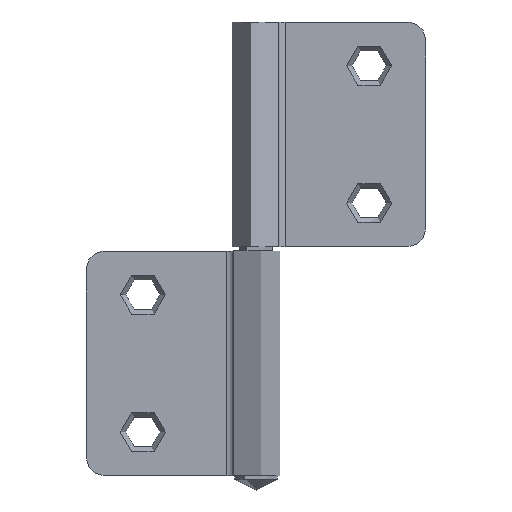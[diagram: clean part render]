
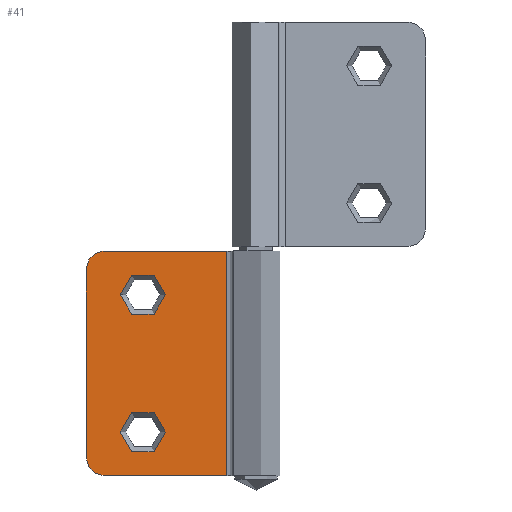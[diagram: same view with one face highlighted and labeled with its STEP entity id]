
A CAD part, top view. The second image highlights one B-rep face of the part: STEP entity #41.
In plain terms, the highlighted planar face has unit normal (0, 0, 1).
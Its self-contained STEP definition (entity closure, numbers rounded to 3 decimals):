
#25=FACE_BOUND('',#132,.T.);
#26=FACE_BOUND('',#133,.T.);
#41=ADVANCED_FACE('',(#85,#25,#26),#764,.T.);
#85=FACE_OUTER_BOUND('',#131,.T.);
#131=EDGE_LOOP('',(#215,#216,#217,#218,#219,#220));
#132=EDGE_LOOP('',(#221,#222));
#133=EDGE_LOOP('',(#223,#224));
#215=ORIENTED_EDGE('',*,*,#419,.F.);
#216=ORIENTED_EDGE('',*,*,#432,.T.);
#217=ORIENTED_EDGE('',*,*,#421,.T.);
#218=ORIENTED_EDGE('',*,*,#396,.T.);
#219=ORIENTED_EDGE('',*,*,#422,.F.);
#220=ORIENTED_EDGE('',*,*,#434,.T.);
#221=ORIENTED_EDGE('',*,*,#424,.T.);
#222=ORIENTED_EDGE('',*,*,#436,.T.);
#223=ORIENTED_EDGE('',*,*,#439,.F.);
#224=ORIENTED_EDGE('',*,*,#427,.F.);
#396=EDGE_CURVE('',#677,#680,#540,.T.);
#419=EDGE_CURVE('',#702,#701,#513,.T.);
#421=EDGE_CURVE('',#703,#677,#515,.T.);
#422=EDGE_CURVE('',#704,#680,#516,.T.);
#424=EDGE_CURVE('',#694,#706,#575,.T.);
#427=EDGE_CURVE('',#696,#708,#577,.T.);
#432=EDGE_CURVE('',#702,#703,#580,.T.);
#434=EDGE_CURVE('',#704,#701,#582,.T.);
#436=EDGE_CURVE('',#706,#694,#583,.T.);
#439=EDGE_CURVE('',#708,#696,#585,.T.);
#513=B_SPLINE_CURVE_WITH_KNOTS('',1,(#1330,#1331),.UNSPECIFIED.,.F.,.F.,
(2,2),(2.5,28.9),.UNSPECIFIED.);
#515=B_SPLINE_CURVE_WITH_KNOTS('',1,(#1334,#1335),.UNSPECIFIED.,.F.,.F.,
(2,2),(58.897,76.043),.UNSPECIFIED.);
#516=B_SPLINE_CURVE_WITH_KNOTS('',1,(#1336,#1337),.UNSPECIFIED.,.F.,.F.,
(2,2),(58.897,76.043),.UNSPECIFIED.);
#540=(
BOUNDED_CURVE()
B_SPLINE_CURVE(1,(#1274,#1275),.UNSPECIFIED.,.F.,.F.)
B_SPLINE_CURVE_WITH_KNOTS((2,2),(0.,31.4),.UNSPECIFIED.)
CURVE()
GEOMETRIC_REPRESENTATION_ITEM()
RATIONAL_B_SPLINE_CURVE((1.,1.))
REPRESENTATION_ITEM('')
);
#575=TRIMMED_CURVE($,#627,(#1343),(#1344),.T.,.CARTESIAN.);
#577=TRIMMED_CURVE($,#629,(#1353),(#1354),.T.,.CARTESIAN.);
#580=TRIMMED_CURVE($,#632,(#1366),(#1367),.T.,.CARTESIAN.);
#582=TRIMMED_CURVE($,#634,(#1372),(#1373),.T.,.CARTESIAN.);
#583=TRIMMED_CURVE($,#635,(#1379),(#1380),.T.,.CARTESIAN.);
#585=TRIMMED_CURVE($,#637,(#1389),(#1390),.T.,.CARTESIAN.);
#627=CIRCLE('',#906,3.15);
#629=CIRCLE('',#908,3.15);
#632=CIRCLE('',#911,2.5);
#634=CIRCLE('',#913,2.5);
#635=CIRCLE('',#914,3.15);
#637=CIRCLE('',#916,3.15);
#677=VERTEX_POINT('',#1234);
#680=VERTEX_POINT('',#1237);
#694=VERTEX_POINT('',#1251);
#696=VERTEX_POINT('',#1253);
#701=VERTEX_POINT('',#1258);
#702=VERTEX_POINT('',#1259);
#703=VERTEX_POINT('',#1260);
#704=VERTEX_POINT('',#1261);
#706=VERTEX_POINT('',#1263);
#708=VERTEX_POINT('',#1265);
#764=PLANE('',#891);
#891=AXIS2_PLACEMENT_3D('',#1149,#989,$);
#906=AXIS2_PLACEMENT_3D($,#1342,#1014,#1015);
#908=AXIS2_PLACEMENT_3D($,#1352,#1018,#1019);
#911=AXIS2_PLACEMENT_3D($,#1365,#1024,#1025);
#913=AXIS2_PLACEMENT_3D($,#1371,#1028,#1029);
#914=AXIS2_PLACEMENT_3D($,#1378,#1030,#1031);
#916=AXIS2_PLACEMENT_3D($,#1388,#1034,#1035);
#989=DIRECTION('',(0.,0.,1.));
#1014=DIRECTION('',(0.,0.,-1.));
#1015=DIRECTION('',(1.,0.,0.));
#1018=DIRECTION('',(0.,0.,1.));
#1019=DIRECTION('',(1.,0.,0.));
#1024=DIRECTION('',(0.,0.,1.));
#1025=DIRECTION('',(-1.,0.,0.));
#1028=DIRECTION('',(0.,0.,1.));
#1029=DIRECTION('',(0.,1.,0.));
#1030=DIRECTION('',(0.,0.,-1.));
#1031=DIRECTION('',(-1.,0.,0.));
#1034=DIRECTION('',(0.,0.,1.));
#1035=DIRECTION('',(-1.,0.,0.));
#1149=CARTESIAN_POINT('',(-31.77,0.,1.1));
#1234=CARTESIAN_POINT('',(-12.124,0.,1.1));
#1237=CARTESIAN_POINT('',(-12.124,31.4,1.1));
#1251=CARTESIAN_POINT('',(-20.72,25.3,1.1));
#1253=CARTESIAN_POINT('',(-20.72,6.1,1.1));
#1258=CARTESIAN_POINT('',(-31.77,28.9,1.1));
#1259=CARTESIAN_POINT('',(-31.77,2.5,1.1));
#1260=CARTESIAN_POINT('',(-29.27,0.,1.1));
#1261=CARTESIAN_POINT('',(-29.27,31.4,1.1));
#1263=CARTESIAN_POINT('',(-27.02,25.3,1.1));
#1265=CARTESIAN_POINT('',(-27.02,6.1,1.1));
#1274=CARTESIAN_POINT('',(-12.124,0.,1.1));
#1275=CARTESIAN_POINT('',(-12.124,31.4,1.1));
#1330=CARTESIAN_POINT('',(-31.77,2.5,1.1));
#1331=CARTESIAN_POINT('',(-31.77,28.9,1.1));
#1334=CARTESIAN_POINT('',(-29.27,0.,1.1));
#1335=CARTESIAN_POINT('',(-12.124,0.,1.1));
#1336=CARTESIAN_POINT('',(-29.27,31.4,1.1));
#1337=CARTESIAN_POINT('',(-12.124,31.4,1.1));
#1342=CARTESIAN_POINT('',(-23.87,25.3,1.1));
#1343=CARTESIAN_POINT('',(-20.72,25.3,1.1));
#1344=CARTESIAN_POINT('',(-27.02,25.3,1.1));
#1352=CARTESIAN_POINT('',(-23.87,6.1,1.1));
#1353=CARTESIAN_POINT('',(-20.72,6.1,1.1));
#1354=CARTESIAN_POINT('',(-27.02,6.1,1.1));
#1365=CARTESIAN_POINT('',(-29.27,2.5,1.1));
#1366=CARTESIAN_POINT('',(-31.77,2.5,1.1));
#1367=CARTESIAN_POINT('',(-29.27,0.,1.1));
#1371=CARTESIAN_POINT('',(-29.27,28.9,1.1));
#1372=CARTESIAN_POINT('',(-29.27,31.4,1.1));
#1373=CARTESIAN_POINT('',(-31.77,28.9,1.1));
#1378=CARTESIAN_POINT('',(-23.87,25.3,1.1));
#1379=CARTESIAN_POINT('',(-27.02,25.3,1.1));
#1380=CARTESIAN_POINT('',(-20.72,25.3,1.1));
#1388=CARTESIAN_POINT('',(-23.87,6.1,1.1));
#1389=CARTESIAN_POINT('',(-27.02,6.1,1.1));
#1390=CARTESIAN_POINT('',(-20.72,6.1,1.1));
